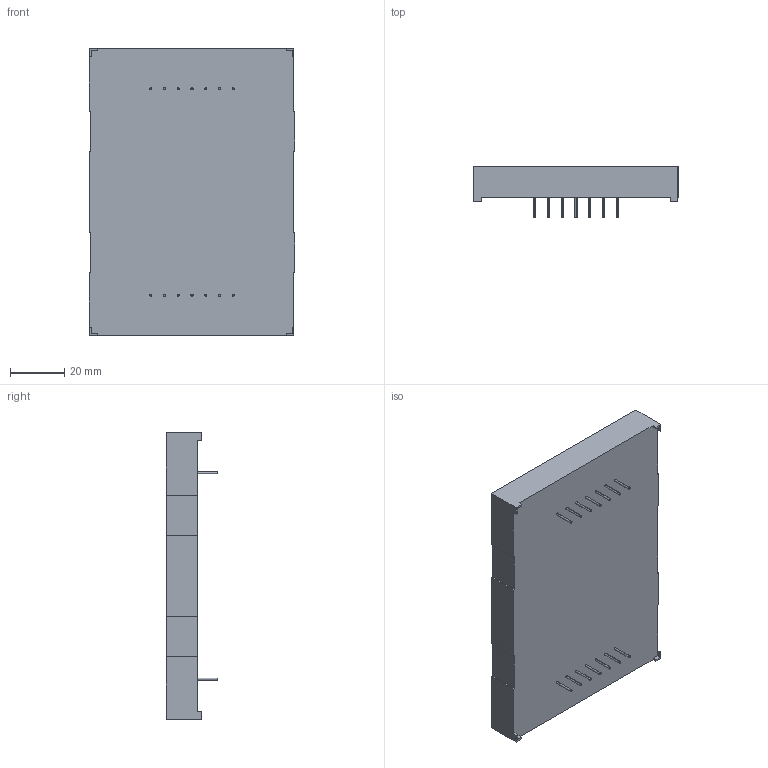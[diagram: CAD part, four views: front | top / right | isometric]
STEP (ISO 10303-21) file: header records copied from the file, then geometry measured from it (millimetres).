
FILE_DESCRIPTION (( 'STEP AP214' ), '1' );
FILE_NAME ('TA-TC40-11.STEP', '2008-09-07T16:51:39', ( '' ), ( '' ), 'SwSTEP 2.0', 'SolidWorks 2008', '' );
FILE_SCHEMA (( 'AUTOMOTIVE_DESIGN' ));
Length unit declared in the file: millimetre
Products named in the file (1): TA-TC40-11
Bounding box: 76 x 19 x 106 mm (x, y, z)
Volume: 91966.7 mm3; surface area: 20614 mm2
Topology: 1 solids, 1 shells, 472 faces, 1179 edges, 786 vertices
Faces by surface type: plane 258, bspline 116, cylinder 98
Entity records: 24750 total; most frequent: CARTESIAN_POINT 8826, ORIENTED_EDGE 2358, DIRECTION 1857, EDGE_CURVE 1179, VERTEX_POINT 786, VECTOR 751, LINE 751, AXIS2_PLACEMENT_3D 553
